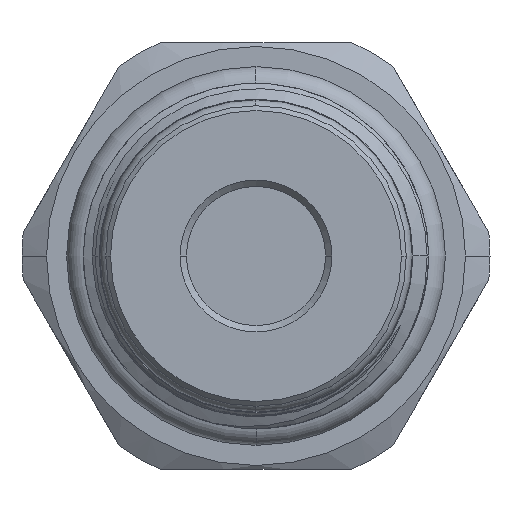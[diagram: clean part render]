
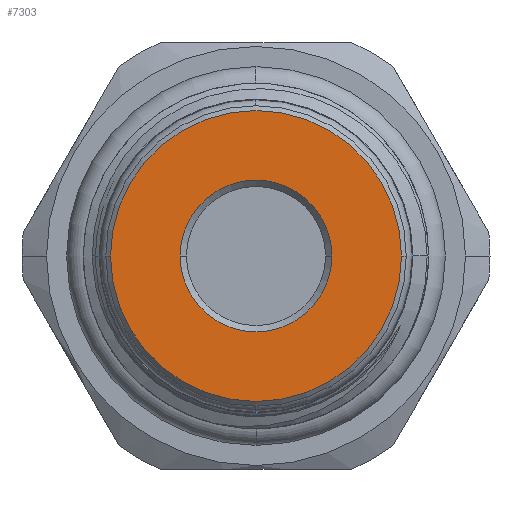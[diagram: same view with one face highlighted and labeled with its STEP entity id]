
A CAD part, left-side view. The second image highlights one B-rep face of the part: STEP entity #7303.
In plain terms, the highlighted planar face has unit normal (-1, 0, 0).
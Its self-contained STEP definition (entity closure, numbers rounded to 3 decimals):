
#604 = VERTEX_POINT ( 'NONE', #12043 ) ;
#1162 = ORIENTED_EDGE ( 'NONE', *, *, #4528, .T. ) ;
#2488 = AXIS2_PLACEMENT_3D ( 'NONE', #10159, #9211, #10071 ) ;
#2603 = AXIS2_PLACEMENT_3D ( 'NONE', #3603, #11970, #10976 ) ;
#3001 = AXIS2_PLACEMENT_3D ( 'NONE', #7554, #6663, #5738 ) ;
#3147 = DIRECTION ( 'NONE',  ( -1., 0., 0. ) ) ;
#3381 = CIRCLE ( 'NONE', #3001, 4.8 ) ;
#3603 = CARTESIAN_POINT ( 'NONE',  ( -67.75, 0., 0. ) ) ;
#3704 = ORIENTED_EDGE ( 'NONE', *, *, #6887, .T. ) ;
#3713 = CIRCLE ( 'NONE', #2603, 4.8 ) ;
#3880 = EDGE_LOOP ( 'NONE', ( #1162, #6251 ) ) ;
#4049 = VERTEX_POINT ( 'NONE', #9664 ) ;
#4528 = EDGE_CURVE ( 'NONE', #4049, #604, #8723, .T. ) ;
#4615 = DIRECTION ( 'NONE',  ( 1., 0., 0. ) ) ;
#4791 = VERTEX_POINT ( 'NONE', #11896 ) ;
#5414 = CARTESIAN_POINT ( 'NONE',  ( -67.75, 4.8, 0. ) ) ;
#5496 = ORIENTED_EDGE ( 'NONE', *, *, #10102, .T. ) ;
#5534 = DIRECTION ( 'NONE',  ( 0., -1., 0. ) ) ;
#5738 = DIRECTION ( 'NONE',  ( 0., -1., 0. ) ) ;
#6251 = ORIENTED_EDGE ( 'NONE', *, *, #12023, .T. ) ;
#6663 = DIRECTION ( 'NONE',  ( 1., 0., 0. ) ) ;
#6791 = VERTEX_POINT ( 'NONE', #5414 ) ;
#6887 = EDGE_CURVE ( 'NONE', #4791, #6791, #3713, .T. ) ;
#7303 = ADVANCED_FACE ( 'NONE', ( #8834, #7947 ), #10212, .F. ) ;
#7327 = CIRCLE ( 'NONE', #2488, 9.2 ) ;
#7554 = CARTESIAN_POINT ( 'NONE',  ( -67.75, 0., 0. ) ) ;
#7947 = FACE_OUTER_BOUND ( 'NONE', #3880, .T. ) ;
#8723 = CIRCLE ( 'NONE', #11312, 9.2 ) ;
#8727 = EDGE_LOOP ( 'NONE', ( #5496, #3704 ) ) ;
#8834 = FACE_BOUND ( 'NONE', #8727, .T. ) ;
#9052 = AXIS2_PLACEMENT_3D ( 'NONE', #10137, #4615, #5534 ) ;
#9211 = DIRECTION ( 'NONE',  ( -1., 0., 0. ) ) ;
#9664 = CARTESIAN_POINT ( 'NONE',  ( -67.75, -9.2, 0. ) ) ;
#9679 = DIRECTION ( 'NONE',  ( 0., -1., 0. ) ) ;
#10071 = DIRECTION ( 'NONE',  ( 0., -1., 0. ) ) ;
#10102 = EDGE_CURVE ( 'NONE', #6791, #4791, #3381, .T. ) ;
#10137 = CARTESIAN_POINT ( 'NONE',  ( -67.75, 0., 0. ) ) ;
#10159 = CARTESIAN_POINT ( 'NONE',  ( -67.75, 0., 0. ) ) ;
#10212 = PLANE ( 'NONE',  #9052 ) ;
#10976 = DIRECTION ( 'NONE',  ( 0., -1., 0. ) ) ;
#11312 = AXIS2_PLACEMENT_3D ( 'NONE', #11545, #3147, #9679 ) ;
#11545 = CARTESIAN_POINT ( 'NONE',  ( -67.75, 0., 0. ) ) ;
#11896 = CARTESIAN_POINT ( 'NONE',  ( -67.75, -4.8, 0. ) ) ;
#11970 = DIRECTION ( 'NONE',  ( 1., 0., 0. ) ) ;
#12023 = EDGE_CURVE ( 'NONE', #604, #4049, #7327, .T. ) ;
#12043 = CARTESIAN_POINT ( 'NONE',  ( -67.75, 9.2, 0. ) ) ;
